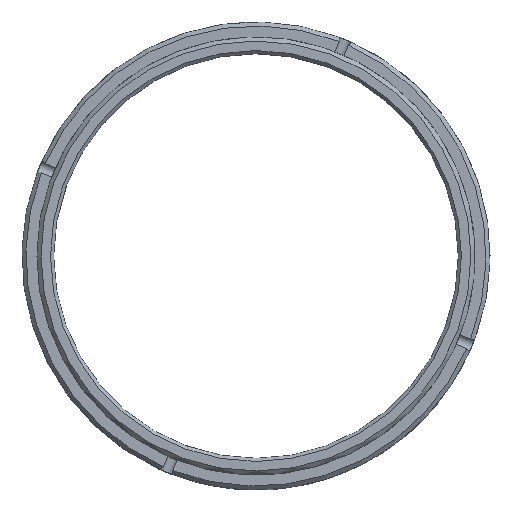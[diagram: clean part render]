
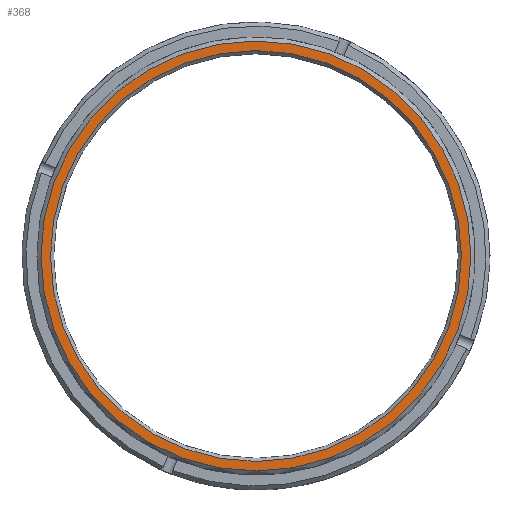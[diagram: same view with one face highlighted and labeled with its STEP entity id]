
A CAD part, top view. The second image highlights one B-rep face of the part: STEP entity #368.
In plain terms, the highlighted planar face has unit normal (0, 0, 1).
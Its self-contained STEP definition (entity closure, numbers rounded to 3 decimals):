
#33=CIRCLE('',#406,27.1);
#34=CIRCLE('',#407,25.9);
#53=PLANE('',#405);
#82=ORIENTED_EDGE('',*,*,#180,.T.);
#83=ORIENTED_EDGE('',*,*,#181,.T.);
#180=EDGE_CURVE('',#229,#229,#33,.T.);
#181=EDGE_CURVE('',#230,#230,#34,.F.);
#229=VERTEX_POINT('',#587);
#230=VERTEX_POINT('',#589);
#282=EDGE_LOOP('',(#82));
#283=EDGE_LOOP('',(#83));
#322=FACE_BOUND('',#282,.T.);
#323=FACE_BOUND('',#283,.T.);
#368=ADVANCED_FACE('',(#322,#323),#53,.T.);
#405=AXIS2_PLACEMENT_3D('',#585,#453,#454);
#406=AXIS2_PLACEMENT_3D('',#586,#455,#456);
#407=AXIS2_PLACEMENT_3D('',#588,#457,#458);
#453=DIRECTION('',(0.,0.,1.));
#454=DIRECTION('',(0.707,0.707,0.));
#455=DIRECTION('',(0.,0.,1.));
#456=DIRECTION('',(1.,0.,0.));
#457=DIRECTION('',(0.,0.,1.));
#458=DIRECTION('',(1.,0.,0.));
#585=CARTESIAN_POINT('',(70.711,29.289,14.9));
#586=CARTESIAN_POINT('',(0.,100.,14.9));
#587=CARTESIAN_POINT('',(27.1,100.,14.9));
#588=CARTESIAN_POINT('',(0.,100.,14.9));
#589=CARTESIAN_POINT('',(25.9,100.,14.9));
